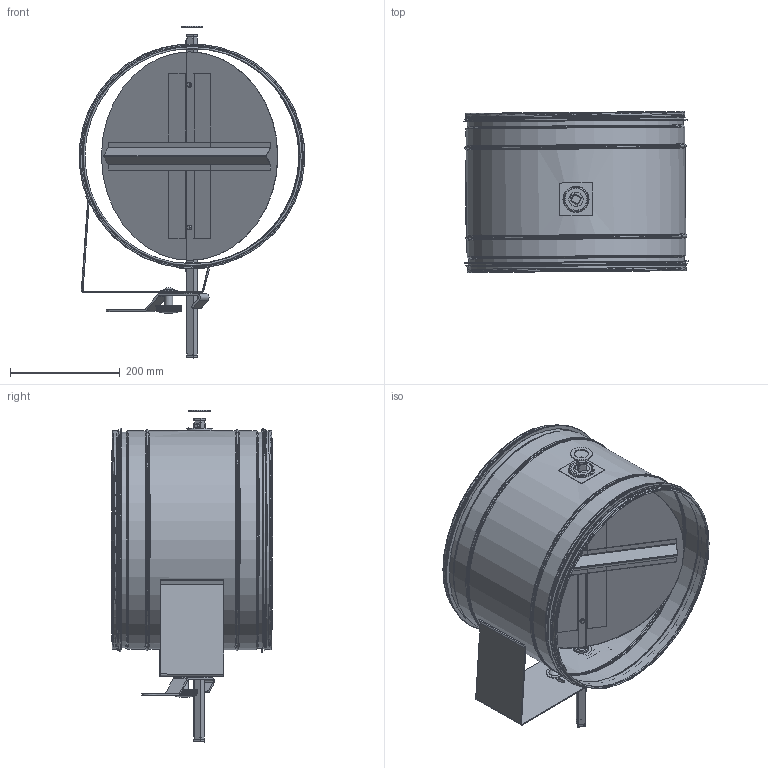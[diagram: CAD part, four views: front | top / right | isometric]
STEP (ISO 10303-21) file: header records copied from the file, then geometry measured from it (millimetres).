
FILE_DESCRIPTION((''),'2;1');
FILE_NAME('HIS-400.stp','2014-02-20T07:50:38',(''),(''),'Autodesk Inventor 2013','Autodesk Inventor 2013','');
FILE_SCHEMA(('AUTOMOTIVE_DESIGN { 1 2 10303 214 0 1 1 1 }'));
Length unit declared in the file: millimetre
Products named in the file (17): HIS-400; HISochHISC_Rör-09; Spjällhylla-400; Vagnsbult-M8x20; RattLåsvred; 999256; HandtagSpjäll; 999271; Lagerbuss; 143066; 116032; 999009; Stödprofil-350; Ändavslut; 90242___8_13-mattssons; Täckbricka; Cellgummi_40x26x2
Assembly tree (25 placements, depth 2):
  HIS-400
    HISochHISC_Rör-09
    Spjällhylla-400
    Vagnsbult-M8x20
    RattLåsvred
    999256  x2
    HandtagSpjäll
    999271
    Lagerbuss  x2
    143066
    116032
    999009  x2
    Stödprofil-350
    Ändavslut  x2
    90242___8_13-mattssons  x4
    Täckbricka  x2
    Cellgummi_40x26x2  x2
Bounding box: 410.17 x 293.43 x 604.83 mm (x, y, z)
Volume: 643991.6 mm3; surface area: 1470780.5 mm2
Topology: 26 solids, 26 shells, 1136 faces, 2886 edges, 1833 vertices
Faces by surface type: plane 700, cylinder 164, torus 145, cone 116, sphere 11
Full cylindrical faces by diameter (mm): 3.291 x28, 4.2 x24, 6.8 x1, 8 x1, 8.8 x4, 10 x3, 14 x1, 21 x1, 26 x2, 28 x4, 29 x2, 30 x2, 38 x2, 40 x2, 380 x1, 392.4 x1, 392.56 x1, 393.4 x1, 393.56 x1, 395.2 x2, 397.8 x11, 398.8 x5, 404.2 x2, 409.2 x2
Entity records: 29080 total; most frequent: CARTESIAN_POINT 6577, DIRECTION 4708, ORIENTED_EDGE 4394, EDGE_CURVE 2197, AXIS2_PLACEMENT_3D 1810, VERTEX_POINT 1475, VECTOR 1088, LINE 1088
